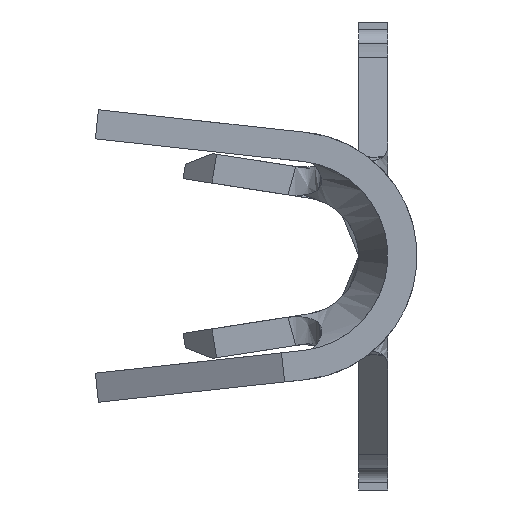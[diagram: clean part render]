
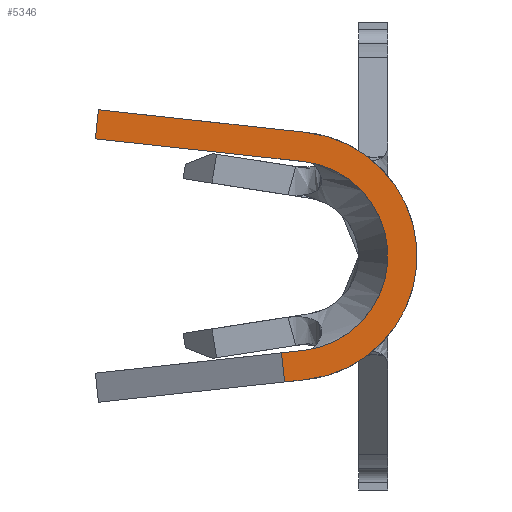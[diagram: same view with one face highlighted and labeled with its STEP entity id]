
A CAD part, left-side view. The second image highlights one B-rep face of the part: STEP entity #5346.
In plain terms, the highlighted planar face has unit normal (-1, 0, 0).
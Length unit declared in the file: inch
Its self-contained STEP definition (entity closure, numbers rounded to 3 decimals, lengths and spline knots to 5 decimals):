
#31 = ORIENTED_EDGE ( 'NONE', *, *, #4987, .T. ) ;
#41 = VERTEX_POINT ( 'NONE', #5007 ) ;
#188 = EDGE_CURVE ( 'NONE', #41, #2997, #3833, .T. ) ;
#201 = CARTESIAN_POINT ( 'NONE',  ( -0.53, 0.2, 0.08012 ) ) ;
#237 = DIRECTION ( 'NONE',  ( 0., 0., 1. ) ) ;
#306 = AXIS2_PLACEMENT_3D ( 'NONE', #4297, #6563, #1448 ) ;
#343 = ORIENTED_EDGE ( 'NONE', *, *, #6823, .T. ) ;
#536 = LINE ( 'NONE', #2835, #6752 ) ;
#550 = EDGE_LOOP ( 'NONE', ( #6672, #343, #2252, #5775, #5167, #31, #3382, #2003 ) ) ;
#604 = CARTESIAN_POINT ( 'NONE',  ( -0.53, 0.19783, 0.1 ) ) ;
#765 = LINE ( 'NONE', #3061, #4968 ) ;
#986 = DIRECTION ( 'NONE',  ( 0., 0.994, -0.108 ) ) ;
#990 = LINE ( 'NONE', #3286, #2112 ) ;
#1027 = CARTESIAN_POINT ( 'NONE',  ( -0.53, 0.05578, 0.0845 ) ) ;
#1448 = DIRECTION ( 'NONE',  ( 0., 0., 1. ) ) ;
#1557 = CARTESIAN_POINT ( 'NONE',  ( -0.53, 0.07276, -0.06623 ) ) ;
#1666 = CARTESIAN_POINT ( 'NONE',  ( -0.53, 0.05578, -0.0845 ) ) ;
#1976 = VECTOR ( 'NONE', #2245, 39.37008 ) ;
#2003 = ORIENTED_EDGE ( 'NONE', *, *, #188, .T. ) ;
#2112 = VECTOR ( 'NONE', #5546, 39.37008 ) ;
#2148 = CARTESIAN_POINT ( 'NONE',  ( -0.53, 0.065, 0. ) ) ;
#2245 = DIRECTION ( 'NONE',  ( 0., 0.994, 0.108 ) ) ;
#2252 = ORIENTED_EDGE ( 'NONE', *, *, #5175, .T. ) ;
#2835 = CARTESIAN_POINT ( 'NONE',  ( -0.53, 0.05795, 0.06462 ) ) ;
#2997 = VERTEX_POINT ( 'NONE', #4092 ) ;
#3061 = CARTESIAN_POINT ( 'NONE',  ( -0.53, 0.2, 0.08012 ) ) ;
#3092 = CARTESIAN_POINT ( 'NONE',  ( -0.53, 0.065, 0. ) ) ;
#3188 = AXIS2_PLACEMENT_3D ( 'NONE', #2148, #4419, #6692 ) ;
#3286 = CARTESIAN_POINT ( 'NONE',  ( -0.53, 0.05578, -0.0845 ) ) ;
#3382 = ORIENTED_EDGE ( 'NONE', *, *, #6345, .T. ) ;
#3587 = VERTEX_POINT ( 'NONE', #5286 ) ;
#3833 = LINE ( 'NONE', #6098, #4256 ) ;
#3837 = DIRECTION ( 'NONE',  ( 0., -0.108, -0.994 ) ) ;
#3874 = VERTEX_POINT ( 'NONE', #1666 ) ;
#4092 = CARTESIAN_POINT ( 'NONE',  ( -0.53, 0.07276, -0.06623 ) ) ;
#4107 = CARTESIAN_POINT ( 'NONE',  ( -0.53, 0.05795, 0.06462 ) ) ;
#4256 = VECTOR ( 'NONE', #986, 39.37008 ) ;
#4297 = CARTESIAN_POINT ( 'NONE',  ( -0.53, 0.065, 0. ) ) ;
#4328 = VERTEX_POINT ( 'NONE', #1027 ) ;
#4419 = DIRECTION ( 'NONE',  ( -1., 0., 0. ) ) ;
#4484 = CIRCLE ( 'NONE', #306, 0.065 ) ;
#4968 = VECTOR ( 'NONE', #5325, 39.37008 ) ;
#4978 = FACE_OUTER_BOUND ( 'NONE', #550, .T. ) ;
#4987 = EDGE_CURVE ( 'NONE', #6252, #5921, #536, .T. ) ;
#5007 = CARTESIAN_POINT ( 'NONE',  ( -0.53, 0.05795, -0.06462 ) ) ;
#5068 = LINE ( 'NONE', #7336, #1976 ) ;
#5104 = DIRECTION ( 'NONE',  ( 0., -0.994, -0.108 ) ) ;
#5167 = ORIENTED_EDGE ( 'NONE', *, *, #6024, .T. ) ;
#5175 = EDGE_CURVE ( 'NONE', #3874, #4328, #5909, .T. ) ;
#5286 = CARTESIAN_POINT ( 'NONE',  ( -0.53, 0.07059, -0.08611 ) ) ;
#5325 = DIRECTION ( 'NONE',  ( 0., 0.108, -0.994 ) ) ;
#5346 = ADVANCED_FACE ( 'NONE', ( #4978 ), #7245, .T. ) ;
#5356 = DIRECTION ( 'NONE',  ( -1., 0., 0. ) ) ;
#5515 = VERTEX_POINT ( 'NONE', #604 ) ;
#5546 = DIRECTION ( 'NONE',  ( 0., -0.994, 0.108 ) ) ;
#5775 = ORIENTED_EDGE ( 'NONE', *, *, #5852, .T. ) ;
#5852 = EDGE_CURVE ( 'NONE', #4328, #5515, #5068, .T. ) ;
#5909 = CIRCLE ( 'NONE', #7221, 0.085 ) ;
#5921 = VERTEX_POINT ( 'NONE', #4107 ) ;
#6024 = EDGE_CURVE ( 'NONE', #5515, #6252, #765, .T. ) ;
#6098 = CARTESIAN_POINT ( 'NONE',  ( -0.53, 0.05795, -0.06462 ) ) ;
#6252 = VERTEX_POINT ( 'NONE', #201 ) ;
#6279 = VECTOR ( 'NONE', #3837, 39.37008 ) ;
#6345 = EDGE_CURVE ( 'NONE', #5921, #41, #4484, .T. ) ;
#6563 = DIRECTION ( 'NONE',  ( 1., 0., 0. ) ) ;
#6671 = LINE ( 'NONE', #1557, #6279 ) ;
#6672 = ORIENTED_EDGE ( 'NONE', *, *, #6815, .T. ) ;
#6692 = DIRECTION ( 'NONE',  ( 0., 0., 1. ) ) ;
#6752 = VECTOR ( 'NONE', #5104, 39.37008 ) ;
#6815 = EDGE_CURVE ( 'NONE', #2997, #3587, #6671, .T. ) ;
#6823 = EDGE_CURVE ( 'NONE', #3587, #3874, #990, .T. ) ;
#7221 = AXIS2_PLACEMENT_3D ( 'NONE', #3092, #5356, #237 ) ;
#7245 = PLANE ( 'NONE',  #3188 ) ;
#7336 = CARTESIAN_POINT ( 'NONE',  ( -0.53, 0.05578, 0.0845 ) ) ;
